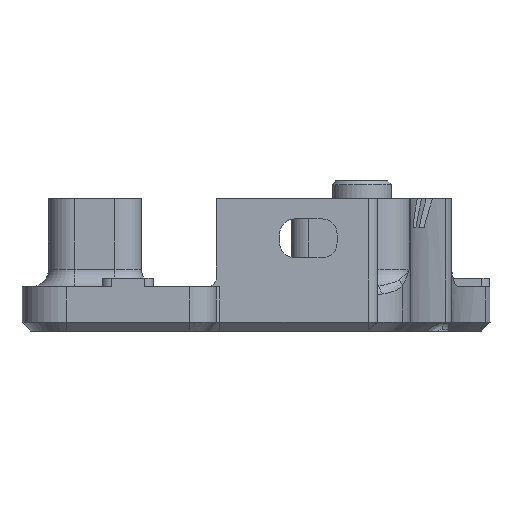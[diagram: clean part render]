
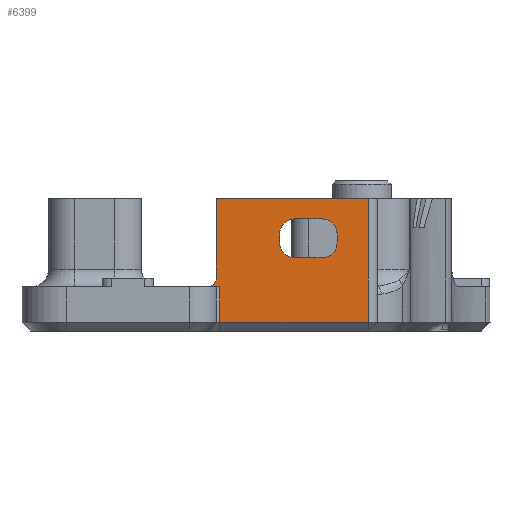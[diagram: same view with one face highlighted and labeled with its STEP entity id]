
A CAD part, front view. The second image highlights one B-rep face of the part: STEP entity #6399.
In plain terms, the highlighted planar face has unit normal (0, -1, 0).
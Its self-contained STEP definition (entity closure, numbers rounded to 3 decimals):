
#536=FACE_BOUND('',#1345,.T.);
#627=PLANE('',#6885);
#966=FACE_OUTER_BOUND('',#1344,.T.);
#1344=EDGE_LOOP('',(#5138,#5139,#5140,#5141,#5142,#5143,#5144));
#1345=EDGE_LOOP('',(#5145,#5146,#5147,#5148,#5149,#5150,#5151,#5152));
#1764=LINE('',#10179,#2291);
#1833=LINE('',#10636,#2360);
#1834=LINE('',#10637,#2361);
#1835=LINE('',#10639,#2362);
#1836=LINE('',#10641,#2363);
#1837=LINE('',#10643,#2364);
#1838=LINE('',#10647,#2365);
#1839=LINE('',#10651,#2366);
#1840=LINE('',#10655,#2367);
#1841=LINE('',#10659,#2368);
#2291=VECTOR('',#7819,1000.);
#2360=VECTOR('',#8068,1000.);
#2361=VECTOR('',#8069,1000.);
#2362=VECTOR('',#8070,1000.);
#2363=VECTOR('',#8071,1000.);
#2364=VECTOR('',#8072,1000.);
#2365=VECTOR('',#8075,10.);
#2366=VECTOR('',#8078,1000.);
#2367=VECTOR('',#8081,10.);
#2368=VECTOR('',#8084,1000.);
#2733=CIRCLE('',#6886,1.);
#2734=CIRCLE('',#6887,1.7);
#2735=CIRCLE('',#6888,1.7);
#2736=CIRCLE('',#6889,1.7);
#2737=CIRCLE('',#6890,1.7);
#3140=VERTEX_POINT('',#10176);
#3141=VERTEX_POINT('',#10178);
#3202=VERTEX_POINT('',#10634);
#3203=VERTEX_POINT('',#10635);
#3204=VERTEX_POINT('',#10638);
#3205=VERTEX_POINT('',#10640);
#3206=VERTEX_POINT('',#10642);
#3207=VERTEX_POINT('',#10645);
#3208=VERTEX_POINT('',#10646);
#3209=VERTEX_POINT('',#10648);
#3210=VERTEX_POINT('',#10650);
#3211=VERTEX_POINT('',#10652);
#3212=VERTEX_POINT('',#10654);
#3213=VERTEX_POINT('',#10656);
#3214=VERTEX_POINT('',#10658);
#3797=EDGE_CURVE('',#3140,#3141,#1764,.T.);
#3910=EDGE_CURVE('',#3202,#3203,#1833,.T.);
#3911=EDGE_CURVE('',#3203,#3141,#1834,.T.);
#3912=EDGE_CURVE('',#3140,#3204,#1835,.T.);
#3913=EDGE_CURVE('',#3204,#3205,#1836,.T.);
#3914=EDGE_CURVE('',#3205,#3206,#1837,.T.);
#3915=EDGE_CURVE('',#3206,#3202,#2733,.T.);
#3916=EDGE_CURVE('',#3207,#3208,#1838,.T.);
#3917=EDGE_CURVE('',#3208,#3209,#2734,.T.);
#3918=EDGE_CURVE('',#3209,#3210,#1839,.T.);
#3919=EDGE_CURVE('',#3210,#3211,#2735,.T.);
#3920=EDGE_CURVE('',#3211,#3212,#1840,.T.);
#3921=EDGE_CURVE('',#3212,#3213,#2736,.T.);
#3922=EDGE_CURVE('',#3213,#3214,#1841,.T.);
#3923=EDGE_CURVE('',#3214,#3207,#2737,.T.);
#5138=ORIENTED_EDGE('',*,*,#3910,.T.);
#5139=ORIENTED_EDGE('',*,*,#3911,.T.);
#5140=ORIENTED_EDGE('',*,*,#3797,.F.);
#5141=ORIENTED_EDGE('',*,*,#3912,.T.);
#5142=ORIENTED_EDGE('',*,*,#3913,.T.);
#5143=ORIENTED_EDGE('',*,*,#3914,.T.);
#5144=ORIENTED_EDGE('',*,*,#3915,.T.);
#5145=ORIENTED_EDGE('',*,*,#3916,.T.);
#5146=ORIENTED_EDGE('',*,*,#3917,.T.);
#5147=ORIENTED_EDGE('',*,*,#3918,.T.);
#5148=ORIENTED_EDGE('',*,*,#3919,.T.);
#5149=ORIENTED_EDGE('',*,*,#3920,.T.);
#5150=ORIENTED_EDGE('',*,*,#3921,.T.);
#5151=ORIENTED_EDGE('',*,*,#3922,.T.);
#5152=ORIENTED_EDGE('',*,*,#3923,.T.);
#6399=ADVANCED_FACE('',(#966,#536),#627,.T.);
#6885=AXIS2_PLACEMENT_3D('',#10633,#8066,#8067);
#6886=AXIS2_PLACEMENT_3D('',#10644,#8073,#8074);
#6887=AXIS2_PLACEMENT_3D('',#10649,#8076,#8077);
#6888=AXIS2_PLACEMENT_3D('',#10653,#8079,#8080);
#6889=AXIS2_PLACEMENT_3D('',#10657,#8082,#8083);
#6890=AXIS2_PLACEMENT_3D('',#10660,#8085,#8086);
#7819=DIRECTION('',(-1.,0.,0.));
#8066=DIRECTION('center_axis',(0.,-1.,
0.));
#8067=DIRECTION('ref_axis',(1.,0.,0.));
#8068=DIRECTION('',(1.,0.,0.));
#8069=DIRECTION('',(0.,0.,-1.));
#8070=DIRECTION('',(0.,0.,1.));
#8071=DIRECTION('',(-1.,0.,0.));
#8072=DIRECTION('',(0.,0.,-1.));
#8073=DIRECTION('center_axis',(0.,1.,0.));
#8074=DIRECTION('ref_axis',(-1.,0.,0.));
#8075=DIRECTION('',(0.,0.,1.));
#8076=DIRECTION('center_axis',(0.,1.,0.));
#8077=DIRECTION('ref_axis',(1.,0.,0.));
#8078=DIRECTION('',(1.,0.,0.));
#8079=DIRECTION('center_axis',(0.,1.,0.));
#8080=DIRECTION('ref_axis',(1.,0.,0.));
#8081=DIRECTION('',(0.,0.,-1.));
#8082=DIRECTION('center_axis',(0.,1.,0.));
#8083=DIRECTION('ref_axis',(1.,0.,0.));
#8084=DIRECTION('',(-1.,0.,0.));
#8085=DIRECTION('center_axis',(0.,1.,0.));
#8086=DIRECTION('ref_axis',(1.,0.,0.));
#10176=CARTESIAN_POINT('',(18.75,-60.571,19.306));
#10178=CARTESIAN_POINT('',(1.9,-60.571,19.306));
#10179=CARTESIAN_POINT('',(13.408,-60.571,19.306));
#10633=CARTESIAN_POINT('Origin',(19.3,-60.571,33.306));
#10634=CARTESIAN_POINT('',(0.5,-60.571,23.306));
#10635=CARTESIAN_POINT('',(1.9,-60.571,23.306));
#10636=CARTESIAN_POINT('',(19.3,-60.571,23.306));
#10637=CARTESIAN_POINT('',(1.9,-60.571,33.306));
#10638=CARTESIAN_POINT('',(18.75,-60.571,33.306));
#10639=CARTESIAN_POINT('',(18.75,-60.571,33.306));
#10640=CARTESIAN_POINT('',(1.5,-60.571,33.306));
#10641=CARTESIAN_POINT('',(19.3,-60.571,33.306));
#10642=CARTESIAN_POINT('',(1.5,-60.571,24.306));
#10643=CARTESIAN_POINT('',(1.5,-60.571,33.306));
#10644=CARTESIAN_POINT('Origin',(0.5,-60.571,24.306));
#10645=CARTESIAN_POINT('',(8.7,-60.571,28.306));
#10646=CARTESIAN_POINT('',(8.7,-60.571,29.306));
#10647=CARTESIAN_POINT('',(8.7,-60.571,30.806));
#10648=CARTESIAN_POINT('',(10.4,-60.571,31.006));
#10649=CARTESIAN_POINT('Origin',(10.4,-60.571,29.306));
#10650=CARTESIAN_POINT('',(13.5,-60.571,31.006));
#10651=CARTESIAN_POINT('',(19.3,-60.571,31.006));
#10652=CARTESIAN_POINT('',(15.2,-60.571,29.306));
#10653=CARTESIAN_POINT('Origin',(13.5,-60.571,29.306));
#10654=CARTESIAN_POINT('',(15.2,-60.571,28.306));
#10655=CARTESIAN_POINT('',(15.2,-60.571,31.306));
#10656=CARTESIAN_POINT('',(13.5,-60.571,26.606));
#10657=CARTESIAN_POINT('Origin',(13.5,-60.571,28.306));
#10658=CARTESIAN_POINT('',(10.4,-60.571,26.606));
#10659=CARTESIAN_POINT('',(19.3,-60.571,26.606));
#10660=CARTESIAN_POINT('Origin',(10.4,-60.571,28.306));
